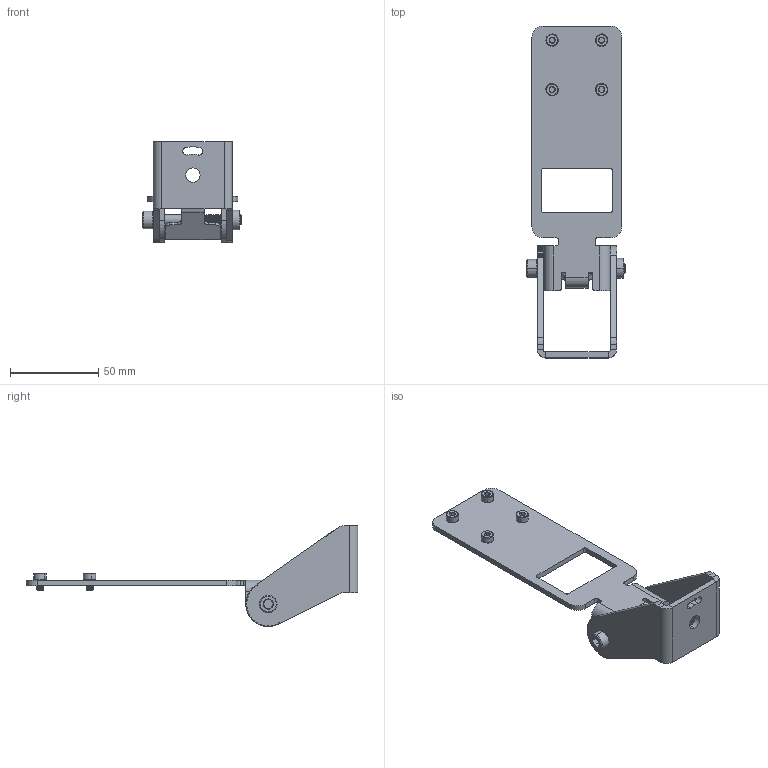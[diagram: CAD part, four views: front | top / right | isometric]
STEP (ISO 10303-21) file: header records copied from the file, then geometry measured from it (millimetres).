
FILE_DESCRIPTION (( 'STEP AP203' ), '1' );
FILE_NAME ('PTU-BX.STEP', '2021-11-18T19:03:34', ( '' ), ( '' ), 'SwSTEP 2.0', 'SolidWorks 2021', '' );
FILE_SCHEMA (( 'CONFIG_CONTROL_DESIGN' ));
Length unit declared in the file: inch
Products named in the file (7): PTU-BX; 200947; 200301; 91292A107_91292A107; 200300_BOM; 91292A144_91292A144; SP-M6-2
Assembly tree (9 placements, depth 3):
  PTU-BX
    200300_BOM
      200301
      SP-M6-2
    200947
    91292A144_91292A144
    91292A107_91292A107  x4
Bounding box: 56 x 187.96 x 57.15 mm (x, y, z)
Volume: 42922.9 mm3; surface area: 32363.9 mm2
Topology: 8 solids, 8 shells, 682 faces, 1807 edges, 1160 vertices
Faces by surface type: cylinder 386, plane 209, cone 76, bspline 11
Entity records: 21351 total; most frequent: CARTESIAN_POINT 8208, ORIENTED_EDGE 2672, DIRECTION 2577, EDGE_CURVE 1336, AXIS2_PLACEMENT_3D 932, VERTEX_POINT 863, LINE 713, VECTOR 713
